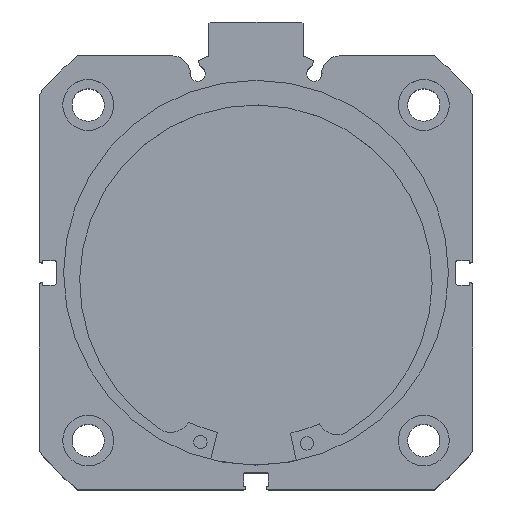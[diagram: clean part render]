
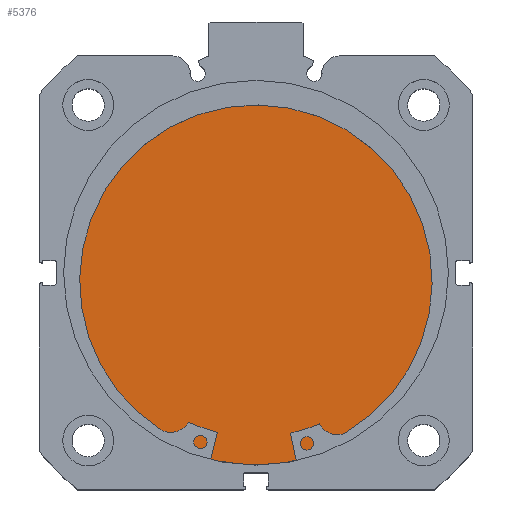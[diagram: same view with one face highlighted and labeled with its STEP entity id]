
A CAD part, top view. The second image highlights one B-rep face of the part: STEP entity #5376.
In plain terms, the highlighted face is planar.
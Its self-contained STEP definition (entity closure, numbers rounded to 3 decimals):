
#13 = DIRECTION ( 'NONE',  ( 0., 0., 1. ) ) ;
#14 = DIRECTION ( 'NONE',  ( -1., 0., 0. ) ) ;
#16 = PLANE ( 'NONE',  #3486 ) ;
#17 = CARTESIAN_POINT ( 'NONE',  ( 13., 51., 0. ) ) ;
#1387 = CARTESIAN_POINT ( 'NONE',  ( 13., 0., 51. ) ) ;
#1484 = VERTEX_POINT ( 'NONE', #1387 ) ;
#1662 = VERTEX_POINT ( 'NONE', #6901 ) ;
#2106 = ORIENTED_EDGE ( 'NONE', *, *, #3054, .F. ) ;
#2270 = ORIENTED_EDGE ( 'NONE', *, *, #3059, .F. ) ;
#3053 = CARTESIAN_POINT ( 'NONE',  ( 13., 0., 0. ) ) ;
#3054 = EDGE_CURVE ( 'NONE', #1662, #1484, #5871, .T. ) ;
#3059 = EDGE_CURVE ( 'NONE', #1484, #1662, #5885, .T. ) ;
#3102 = DIRECTION ( 'NONE',  ( 0., 0., 1. ) ) ;
#3104 = DIRECTION ( 'NONE',  ( -1., 0., 0. ) ) ;
#3119 = CARTESIAN_POINT ( 'NONE',  ( 13., 0., 0. ) ) ;
#3130 = DIRECTION ( 'NONE',  ( 0., 0., 1. ) ) ;
#3132 = DIRECTION ( 'NONE',  ( -1., 0., 0. ) ) ;
#3486 = AXIS2_PLACEMENT_3D ( 'NONE', #17, #14, #13 ) ;
#3532 = AXIS2_PLACEMENT_3D ( 'NONE', #3119, #3104, #3102 ) ;
#3534 = AXIS2_PLACEMENT_3D ( 'NONE', #3053, #3132, #3130 ) ;
#3932 = FACE_OUTER_BOUND ( 'NONE', #5684, .T. ) ;
#5376 = ADVANCED_FACE ( 'NONE', ( #3932 ), #16, .F. ) ;
#5684 = EDGE_LOOP ( 'NONE', ( #2270, #2106 ) ) ;
#5871 = CIRCLE ( 'NONE', #3534, 51. ) ;
#5885 = CIRCLE ( 'NONE', #3532, 51. ) ;
#6901 = CARTESIAN_POINT ( 'NONE',  ( 13., 0., -51. ) ) ;
